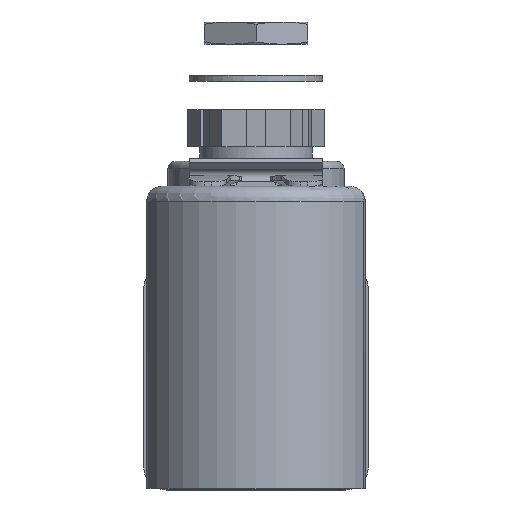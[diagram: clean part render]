
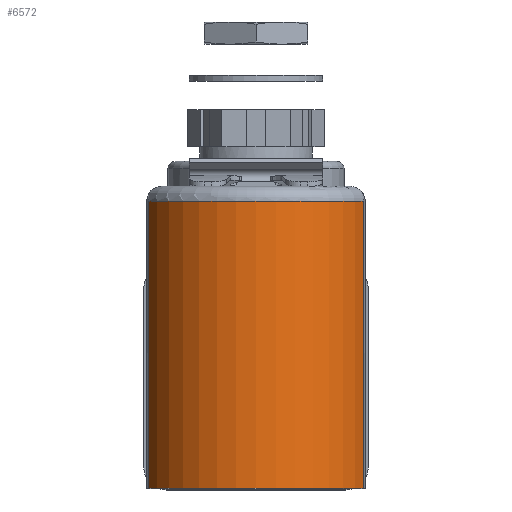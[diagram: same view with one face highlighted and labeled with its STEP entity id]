
A CAD part, top view. The second image highlights one B-rep face of the part: STEP entity #6572.
In plain terms, the highlighted cylindrical face has radius 15.5 mm (diameter 31 mm), a partial arc.
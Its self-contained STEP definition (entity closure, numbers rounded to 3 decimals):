
#176=CYLINDRICAL_SURFACE('',#6892,15.5);
#275=CIRCLE('',#6893,15.5);
#276=CIRCLE('',#6894,15.5);
#468=ORIENTED_EDGE('',*,*,#1912,.F.);
#469=ORIENTED_EDGE('',*,*,#1911,.T.);
#470=ORIENTED_EDGE('',*,*,#1913,.T.);
#471=ORIENTED_EDGE('',*,*,#1914,.F.);
#1911=EDGE_CURVE('',#2630,#2633,#3114,.T.);
#1912=EDGE_CURVE('',#2630,#2634,#275,.T.);
#1913=EDGE_CURVE('',#2633,#2635,#276,.T.);
#1914=EDGE_CURVE('',#2634,#2635,#3115,.T.);
#2630=VERTEX_POINT('',#8865);
#2633=VERTEX_POINT('',#8874);
#2634=VERTEX_POINT('',#8878);
#2635=VERTEX_POINT('',#8880);
#3114=LINE('',#8875,#3559);
#3115=LINE('',#8881,#3560);
#3559=VECTOR('',#7415,1000.);
#3560=VECTOR('',#7422,1000.);
#3992=EDGE_LOOP('',(#468,#469,#470,#471));
#4345=FACE_BOUND('',#3992,.T.);
#6572=ADVANCED_FACE('',(#4345),#176,.T.);
#6892=AXIS2_PLACEMENT_3D('',#8876,#7416,#7417);
#6893=AXIS2_PLACEMENT_3D('',#8877,#7418,#7419);
#6894=AXIS2_PLACEMENT_3D('',#8879,#7420,#7421);
#7415=DIRECTION('',(0.,-1.,0.));
#7416=DIRECTION('',(0.,-1.,0.));
#7417=DIRECTION('',(0.,0.,-1.));
#7418=DIRECTION('',(0.,1.,0.));
#7419=DIRECTION('',(0.,0.,1.));
#7420=DIRECTION('',(0.,1.,0.));
#7421=DIRECTION('',(1.,0.,0.));
#7422=DIRECTION('',(0.,-1.,0.));
#8865=CARTESIAN_POINT('',(-14.471,38.8,30.553));
#8874=CARTESIAN_POINT('',(-14.471,0.,30.553));
#8875=CARTESIAN_POINT('',(-14.471,40.8,30.553));
#8876=CARTESIAN_POINT('',(0.,40.8,25.));
#8877=CARTESIAN_POINT('',(0.,38.8,25.));
#8878=CARTESIAN_POINT('',(14.471,38.8,30.553));
#8879=CARTESIAN_POINT('',(0.,0.,25.));
#8880=CARTESIAN_POINT('',(14.471,0.,30.553));
#8881=CARTESIAN_POINT('',(14.471,40.8,30.553));
